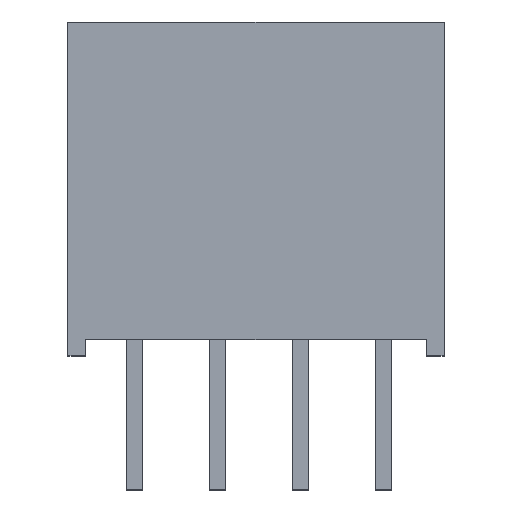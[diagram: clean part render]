
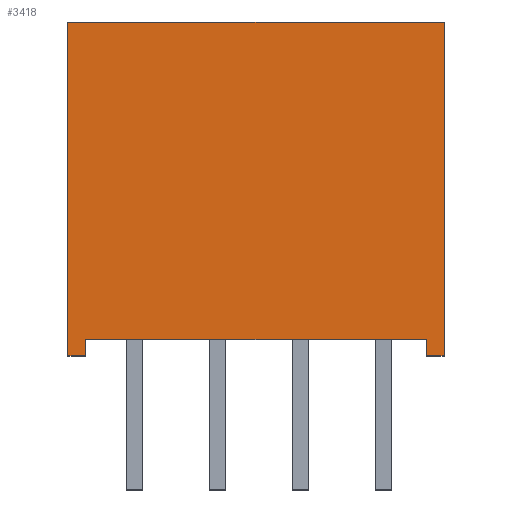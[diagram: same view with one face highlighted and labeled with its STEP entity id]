
A CAD part, top view. The second image highlights one B-rep face of the part: STEP entity #3418.
In plain terms, the highlighted planar face has unit normal (0, 0, 1).
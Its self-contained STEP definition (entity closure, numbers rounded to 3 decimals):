
#2876 = VERTEX_POINT('',#2877);
#2877 = CARTESIAN_POINT('',(-5.75,9.7,3.775));
#2885 = EDGE_CURVE('',#2886,#2876,#2888,.T.);
#2886 = VERTEX_POINT('',#2887);
#2887 = CARTESIAN_POINT('',(5.75,9.7,3.775));
#2888 = LINE('',#2889,#2890);
#2889 = CARTESIAN_POINT('',(0.,9.7,3.775));
#2890 = VECTOR('',#2891,1.);
#2891 = DIRECTION('',(-1.,0.,0.));
#3148 = VERTEX_POINT('',#3149);
#3149 = CARTESIAN_POINT('',(5.2,0.,3.775));
#3155 = EDGE_CURVE('',#3156,#3148,#3158,.T.);
#3156 = VERTEX_POINT('',#3157);
#3157 = CARTESIAN_POINT('',(-5.2,0.,3.775));
#3158 = LINE('',#3159,#3160);
#3159 = CARTESIAN_POINT('',(0.,0.,3.775));
#3160 = VECTOR('',#3161,1.);
#3161 = DIRECTION('',(1.,0.,0.));
#3285 = EDGE_CURVE('',#3286,#2886,#3288,.T.);
#3286 = VERTEX_POINT('',#3287);
#3287 = CARTESIAN_POINT('',(5.75,-0.5,3.775));
#3288 = LINE('',#3289,#3290);
#3289 = CARTESIAN_POINT('',(5.75,9.7,3.775));
#3290 = VECTOR('',#3291,1.);
#3291 = DIRECTION('',(0.,1.,0.));
#3309 = EDGE_CURVE('',#3310,#3286,#3312,.T.);
#3310 = VERTEX_POINT('',#3311);
#3311 = CARTESIAN_POINT('',(5.2,-0.5,3.775));
#3312 = LINE('',#3313,#3314);
#3313 = CARTESIAN_POINT('',(5.75,-0.5,3.775));
#3314 = VECTOR('',#3315,1.);
#3315 = DIRECTION('',(1.,0.,0.));
#3333 = EDGE_CURVE('',#3148,#3310,#3334,.T.);
#3334 = LINE('',#3335,#3336);
#3335 = CARTESIAN_POINT('',(5.2,-0.5,3.775));
#3336 = VECTOR('',#3337,1.);
#3337 = DIRECTION('',(0.,-1.,0.));
#3354 = EDGE_CURVE('',#3355,#3156,#3357,.T.);
#3355 = VERTEX_POINT('',#3356);
#3356 = CARTESIAN_POINT('',(-5.2,-0.5,3.775));
#3357 = LINE('',#3358,#3359);
#3358 = CARTESIAN_POINT('',(-5.2,0.,3.775));
#3359 = VECTOR('',#3360,1.);
#3360 = DIRECTION('',(0.,1.,0.));
#3382 = EDGE_CURVE('',#3383,#3355,#3385,.T.);
#3383 = VERTEX_POINT('',#3384);
#3384 = CARTESIAN_POINT('',(-5.75,-0.5,3.775));
#3385 = LINE('',#3386,#3387);
#3386 = CARTESIAN_POINT('',(-5.2,-0.5,3.775));
#3387 = VECTOR('',#3388,1.);
#3388 = DIRECTION('',(1.,0.,0.));
#3406 = EDGE_CURVE('',#2876,#3383,#3407,.T.);
#3407 = LINE('',#3408,#3409);
#3408 = CARTESIAN_POINT('',(-5.75,-0.5,3.775));
#3409 = VECTOR('',#3410,1.);
#3410 = DIRECTION('',(0.,-1.,0.));
#3418 = ADVANCED_FACE('',(#3419),#3429,.T.);
#3419 = FACE_BOUND('',#3420,.T.);
#3420 = EDGE_LOOP('',(#3421,#3422,#3423,#3424,#3425,#3426,#3427,#3428));
#3421 = ORIENTED_EDGE('',*,*,#3406,.T.);
#3422 = ORIENTED_EDGE('',*,*,#3382,.T.);
#3423 = ORIENTED_EDGE('',*,*,#3354,.T.);
#3424 = ORIENTED_EDGE('',*,*,#3155,.T.);
#3425 = ORIENTED_EDGE('',*,*,#3333,.T.);
#3426 = ORIENTED_EDGE('',*,*,#3309,.T.);
#3427 = ORIENTED_EDGE('',*,*,#3285,.T.);
#3428 = ORIENTED_EDGE('',*,*,#2885,.T.);
#3429 = PLANE('',#3430);
#3430 = AXIS2_PLACEMENT_3D('',#3431,#3432,#3433);
#3431 = CARTESIAN_POINT('',(0.,4.608,3.775));
#3432 = DIRECTION('',(0.,0.,1.));
#3433 = DIRECTION('',(1.,0.,-0.));
